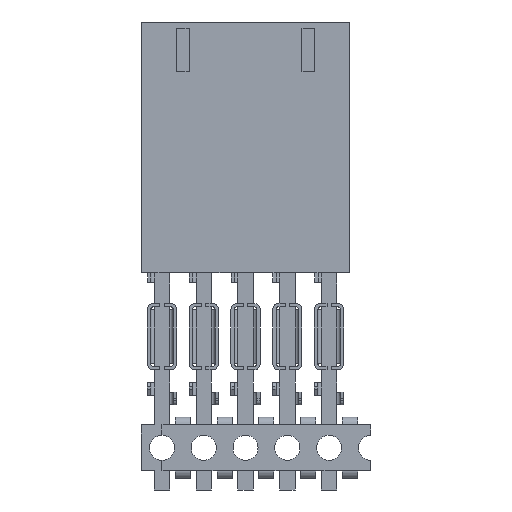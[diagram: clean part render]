
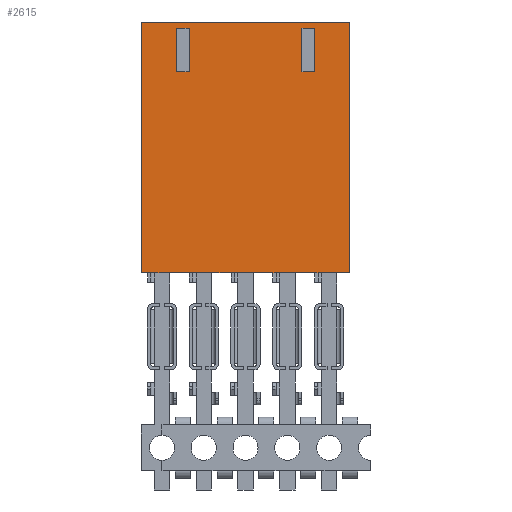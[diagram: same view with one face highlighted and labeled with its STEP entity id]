
A CAD part, front view. The second image highlights one B-rep face of the part: STEP entity #2615.
In plain terms, the highlighted planar face has unit normal (0, -1, 0).
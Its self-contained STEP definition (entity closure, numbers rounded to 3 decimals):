
#48 = VERTEX_POINT('',#49);
#49 = CARTESIAN_POINT('',(6.325,-1.245,0.));
#55 = EDGE_CURVE('',#56,#48,#58,.T.);
#56 = VERTEX_POINT('',#57);
#57 = CARTESIAN_POINT('',(-6.325,-1.245,0.));
#58 = LINE('',#59,#60);
#59 = CARTESIAN_POINT('',(-6.325,-1.245,0.));
#60 = VECTOR('',#61,1.);
#61 = DIRECTION('',(1.,0.,0.));
#2596 = EDGE_CURVE('',#56,#2597,#2599,.T.);
#2597 = VERTEX_POINT('',#2598);
#2598 = CARTESIAN_POINT('',(-6.325,-1.245,-15.24));
#2599 = LINE('',#2600,#2601);
#2600 = CARTESIAN_POINT('',(-6.325,-1.245,0.));
#2601 = VECTOR('',#2602,1.);
#2602 = DIRECTION('',(0.,0.,-1.));
#2615 = ADVANCED_FACE('',(#2616,#2714,#2748),#2782,.T.);
#2616 = FACE_BOUND('',#2617,.F.);
#2617 = EDGE_LOOP('',(#2618,#2628,#2636,#2644,#2652,#2660,#2668,#2676,
    #2684,#2690,#2691,#2692,#2700,#2708));
#2618 = ORIENTED_EDGE('',*,*,#2619,.F.);
#2619 = EDGE_CURVE('',#2620,#2622,#2624,.T.);
#2620 = VERTEX_POINT('',#2621);
#2621 = CARTESIAN_POINT('',(1.867,-1.245,-15.24));
#2622 = VERTEX_POINT('',#2623);
#2623 = CARTESIAN_POINT('',(4.204,-1.245,-15.24));
#2624 = LINE('',#2625,#2626);
#2625 = CARTESIAN_POINT('',(1.867,-1.245,-15.24));
#2626 = VECTOR('',#2627,1.);
#2627 = DIRECTION('',(1.,0.,0.));
#2628 = ORIENTED_EDGE('',*,*,#2629,.T.);
#2629 = EDGE_CURVE('',#2620,#2630,#2632,.T.);
#2630 = VERTEX_POINT('',#2631);
#2631 = CARTESIAN_POINT('',(1.664,-1.245,-15.24));
#2632 = LINE('',#2633,#2634);
#2633 = CARTESIAN_POINT('',(1.867,-1.245,-15.24));
#2634 = VECTOR('',#2635,1.);
#2635 = DIRECTION('',(-1.,0.,0.));
#2636 = ORIENTED_EDGE('',*,*,#2637,.F.);
#2637 = EDGE_CURVE('',#2638,#2630,#2640,.T.);
#2638 = VERTEX_POINT('',#2639);
#2639 = CARTESIAN_POINT('',(-0.673,-1.245,-15.24));
#2640 = LINE('',#2641,#2642);
#2641 = CARTESIAN_POINT('',(-0.673,-1.245,-15.24));
#2642 = VECTOR('',#2643,1.);
#2643 = DIRECTION('',(1.,0.,0.));
#2644 = ORIENTED_EDGE('',*,*,#2645,.T.);
#2645 = EDGE_CURVE('',#2638,#2646,#2648,.T.);
#2646 = VERTEX_POINT('',#2647);
#2647 = CARTESIAN_POINT('',(-0.876,-1.245,-15.24));
#2648 = LINE('',#2649,#2650);
#2649 = CARTESIAN_POINT('',(-0.673,-1.245,-15.24));
#2650 = VECTOR('',#2651,1.);
#2651 = DIRECTION('',(-1.,0.,0.));
#2652 = ORIENTED_EDGE('',*,*,#2653,.F.);
#2653 = EDGE_CURVE('',#2654,#2646,#2656,.T.);
#2654 = VERTEX_POINT('',#2655);
#2655 = CARTESIAN_POINT('',(-3.213,-1.245,-15.24));
#2656 = LINE('',#2657,#2658);
#2657 = CARTESIAN_POINT('',(-3.213,-1.245,-15.24));
#2658 = VECTOR('',#2659,1.);
#2659 = DIRECTION('',(1.,0.,0.));
#2660 = ORIENTED_EDGE('',*,*,#2661,.T.);
#2661 = EDGE_CURVE('',#2654,#2662,#2664,.T.);
#2662 = VERTEX_POINT('',#2663);
#2663 = CARTESIAN_POINT('',(-3.416,-1.245,-15.24));
#2664 = LINE('',#2665,#2666);
#2665 = CARTESIAN_POINT('',(-3.213,-1.245,-15.24));
#2666 = VECTOR('',#2667,1.);
#2667 = DIRECTION('',(-1.,0.,0.));
#2668 = ORIENTED_EDGE('',*,*,#2669,.F.);
#2669 = EDGE_CURVE('',#2670,#2662,#2672,.T.);
#2670 = VERTEX_POINT('',#2671);
#2671 = CARTESIAN_POINT('',(-5.753,-1.245,-15.24));
#2672 = LINE('',#2673,#2674);
#2673 = CARTESIAN_POINT('',(-5.753,-1.245,-15.24));
#2674 = VECTOR('',#2675,1.);
#2675 = DIRECTION('',(1.,0.,0.));
#2676 = ORIENTED_EDGE('',*,*,#2677,.T.);
#2677 = EDGE_CURVE('',#2670,#2678,#2680,.T.);
#2678 = VERTEX_POINT('',#2679);
#2679 = CARTESIAN_POINT('',(-5.956,-1.245,-15.24));
#2680 = LINE('',#2681,#2682);
#2681 = CARTESIAN_POINT('',(-5.753,-1.245,-15.24));
#2682 = VECTOR('',#2683,1.);
#2683 = DIRECTION('',(-1.,0.,0.));
#2684 = ORIENTED_EDGE('',*,*,#2685,.F.);
#2685 = EDGE_CURVE('',#2597,#2678,#2686,.T.);
#2686 = LINE('',#2687,#2688);
#2687 = CARTESIAN_POINT('',(-6.325,-1.245,-15.24));
#2688 = VECTOR('',#2689,1.);
#2689 = DIRECTION('',(1.,0.,0.));
#2690 = ORIENTED_EDGE('',*,*,#2596,.F.);
#2691 = ORIENTED_EDGE('',*,*,#55,.T.);
#2692 = ORIENTED_EDGE('',*,*,#2693,.T.);
#2693 = EDGE_CURVE('',#48,#2694,#2696,.T.);
#2694 = VERTEX_POINT('',#2695);
#2695 = CARTESIAN_POINT('',(6.325,-1.245,-15.24));
#2696 = LINE('',#2697,#2698);
#2697 = CARTESIAN_POINT('',(6.325,-1.245,0.));
#2698 = VECTOR('',#2699,1.);
#2699 = DIRECTION('',(0.,0.,-1.));
#2700 = ORIENTED_EDGE('',*,*,#2701,.F.);
#2701 = EDGE_CURVE('',#2702,#2694,#2704,.T.);
#2702 = VERTEX_POINT('',#2703);
#2703 = CARTESIAN_POINT('',(4.407,-1.245,-15.24));
#2704 = LINE('',#2705,#2706);
#2705 = CARTESIAN_POINT('',(4.407,-1.245,-15.24));
#2706 = VECTOR('',#2707,1.);
#2707 = DIRECTION('',(1.,0.,0.));
#2708 = ORIENTED_EDGE('',*,*,#2709,.T.);
#2709 = EDGE_CURVE('',#2702,#2622,#2710,.T.);
#2710 = LINE('',#2711,#2712);
#2711 = CARTESIAN_POINT('',(4.407,-1.245,-15.24));
#2712 = VECTOR('',#2713,1.);
#2713 = DIRECTION('',(-1.,0.,0.));
#2714 = FACE_BOUND('',#2715,.F.);
#2715 = EDGE_LOOP('',(#2716,#2726,#2734,#2742));
#2716 = ORIENTED_EDGE('',*,*,#2717,.T.);
#2717 = EDGE_CURVE('',#2718,#2720,#2722,.T.);
#2718 = VERTEX_POINT('',#2719);
#2719 = CARTESIAN_POINT('',(-4.191,-1.245,-0.381));
#2720 = VERTEX_POINT('',#2721);
#2721 = CARTESIAN_POINT('',(-4.191,-1.245,-3.023));
#2722 = LINE('',#2723,#2724);
#2723 = CARTESIAN_POINT('',(-4.191,-1.245,-0.381));
#2724 = VECTOR('',#2725,1.);
#2725 = DIRECTION('',(0.,0.,-1.));
#2726 = ORIENTED_EDGE('',*,*,#2727,.T.);
#2727 = EDGE_CURVE('',#2720,#2728,#2730,.T.);
#2728 = VERTEX_POINT('',#2729);
#2729 = CARTESIAN_POINT('',(-3.429,-1.245,-3.023));
#2730 = LINE('',#2731,#2732);
#2731 = CARTESIAN_POINT('',(-4.191,-1.245,-3.023));
#2732 = VECTOR('',#2733,1.);
#2733 = DIRECTION('',(1.,0.,0.));
#2734 = ORIENTED_EDGE('',*,*,#2735,.T.);
#2735 = EDGE_CURVE('',#2728,#2736,#2738,.T.);
#2736 = VERTEX_POINT('',#2737);
#2737 = CARTESIAN_POINT('',(-3.429,-1.245,-0.381));
#2738 = LINE('',#2739,#2740);
#2739 = CARTESIAN_POINT('',(-3.429,-1.245,-3.023));
#2740 = VECTOR('',#2741,1.);
#2741 = DIRECTION('',(0.,0.,1.));
#2742 = ORIENTED_EDGE('',*,*,#2743,.T.);
#2743 = EDGE_CURVE('',#2736,#2718,#2744,.T.);
#2744 = LINE('',#2745,#2746);
#2745 = CARTESIAN_POINT('',(-3.429,-1.245,-0.381));
#2746 = VECTOR('',#2747,1.);
#2747 = DIRECTION('',(-1.,0.,0.));
#2748 = FACE_BOUND('',#2749,.F.);
#2749 = EDGE_LOOP('',(#2750,#2760,#2768,#2776));
#2750 = ORIENTED_EDGE('',*,*,#2751,.T.);
#2751 = EDGE_CURVE('',#2752,#2754,#2756,.T.);
#2752 = VERTEX_POINT('',#2753);
#2753 = CARTESIAN_POINT('',(4.191,-1.245,-3.023));
#2754 = VERTEX_POINT('',#2755);
#2755 = CARTESIAN_POINT('',(4.191,-1.245,-0.381));
#2756 = LINE('',#2757,#2758);
#2757 = CARTESIAN_POINT('',(4.191,-1.245,-3.023));
#2758 = VECTOR('',#2759,1.);
#2759 = DIRECTION('',(0.,0.,1.));
#2760 = ORIENTED_EDGE('',*,*,#2761,.T.);
#2761 = EDGE_CURVE('',#2754,#2762,#2764,.T.);
#2762 = VERTEX_POINT('',#2763);
#2763 = CARTESIAN_POINT('',(3.429,-1.245,-0.381));
#2764 = LINE('',#2765,#2766);
#2765 = CARTESIAN_POINT('',(4.191,-1.245,-0.381));
#2766 = VECTOR('',#2767,1.);
#2767 = DIRECTION('',(-1.,0.,0.));
#2768 = ORIENTED_EDGE('',*,*,#2769,.T.);
#2769 = EDGE_CURVE('',#2762,#2770,#2772,.T.);
#2770 = VERTEX_POINT('',#2771);
#2771 = CARTESIAN_POINT('',(3.429,-1.245,-3.023));
#2772 = LINE('',#2773,#2774);
#2773 = CARTESIAN_POINT('',(3.429,-1.245,-0.381));
#2774 = VECTOR('',#2775,1.);
#2775 = DIRECTION('',(0.,0.,-1.));
#2776 = ORIENTED_EDGE('',*,*,#2777,.T.);
#2777 = EDGE_CURVE('',#2770,#2752,#2778,.T.);
#2778 = LINE('',#2779,#2780);
#2779 = CARTESIAN_POINT('',(3.429,-1.245,-3.023));
#2780 = VECTOR('',#2781,1.);
#2781 = DIRECTION('',(1.,0.,0.));
#2782 = PLANE('',#2783);
#2783 = AXIS2_PLACEMENT_3D('',#2784,#2785,#2786);
#2784 = CARTESIAN_POINT('',(-6.325,-1.245,0.));
#2785 = DIRECTION('',(0.,-1.,0.));
#2786 = DIRECTION('',(1.,0.,0.));
